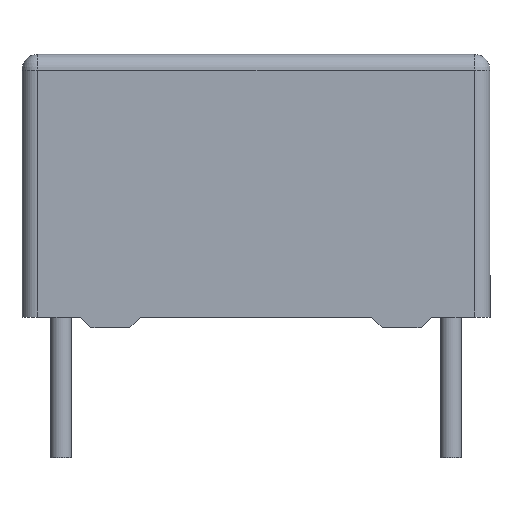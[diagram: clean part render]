
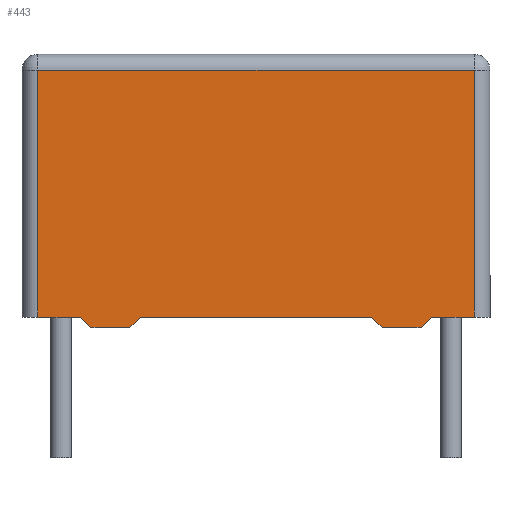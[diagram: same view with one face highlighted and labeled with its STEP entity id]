
A CAD part, top view. The second image highlights one B-rep face of the part: STEP entity #443.
In plain terms, the highlighted planar face has unit normal (0, 0, 1).
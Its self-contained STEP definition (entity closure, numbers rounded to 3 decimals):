
#6 = VERTEX_POINT ( 'NONE', #545 ) ;
#34 = DIRECTION ( 'NONE',  ( -0.707, -0.707, 0. ) ) ;
#52 = CARTESIAN_POINT ( 'NONE',  ( 6.75, -4.85, 2.5 ) ) ;
#73 = LINE ( 'NONE', #122, #804 ) ;
#122 = CARTESIAN_POINT ( 'NONE',  ( -6.35, -5.25, 2.5 ) ) ;
#137 = VERTEX_POINT ( 'NONE', #148 ) ;
#148 = CARTESIAN_POINT ( 'NONE',  ( -8.4, -4.85, 2.5 ) ) ;
#151 = CARTESIAN_POINT ( 'NONE',  ( 9., -5.25, 2.5 ) ) ;
#175 = DIRECTION ( 'NONE',  ( -0.707, -0.707, 0. ) ) ;
#191 = DIRECTION ( 'NONE',  ( 0., -1., 0. ) ) ;
#195 = ORIENTED_EDGE ( 'NONE', *, *, #518, .F. ) ;
#243 = VECTOR ( 'NONE', #671, 1000. ) ;
#258 = CARTESIAN_POINT ( 'NONE',  ( 4.45, -4.85, 2.5 ) ) ;
#282 = EDGE_CURVE ( 'NONE', #1110, #1102, #1329, .T. ) ;
#336 = LINE ( 'NONE', #1751, #1784 ) ;
#356 = VECTOR ( 'NONE', #786, 1000. ) ;
#393 = LINE ( 'NONE', #1214, #1394 ) ;
#403 = LINE ( 'NONE', #1198, #947 ) ;
#443 = ADVANCED_FACE ( 'NONE', ( #679 ), #1523, .T. ) ;
#460 = CARTESIAN_POINT ( 'NONE',  ( 6.75, -4.85, 2.5 ) ) ;
#467 = EDGE_CURVE ( 'NONE', #1630, #1583, #73, .T. ) ;
#518 = EDGE_CURVE ( 'NONE', #1094, #782, #548, .T. ) ;
#529 = VERTEX_POINT ( 'NONE', #1108 ) ;
#544 = CARTESIAN_POINT ( 'NONE',  ( 4.85, -5.25, 2.5 ) ) ;
#545 = CARTESIAN_POINT ( 'NONE',  ( 8.4, 4.65, 2.5 ) ) ;
#548 = LINE ( 'NONE', #258, #1419 ) ;
#569 = ORIENTED_EDGE ( 'NONE', *, *, #282, .F. ) ;
#594 = VERTEX_POINT ( 'NONE', #1276 ) ;
#631 = VECTOR ( 'NONE', #1307, 1000. ) ;
#671 = DIRECTION ( 'NONE',  ( -1., 0., 0. ) ) ;
#679 = FACE_OUTER_BOUND ( 'NONE', #721, .T. ) ;
#683 = CARTESIAN_POINT ( 'NONE',  ( 0., 0., 2.5 ) ) ;
#693 = ORIENTED_EDGE ( 'NONE', *, *, #1577, .T. ) ;
#710 = LINE ( 'NONE', #1065, #1316 ) ;
#717 = VECTOR ( 'NONE', #175, 1000. ) ;
#721 = EDGE_LOOP ( 'NONE', ( #569, #801, #973, #693, #998, #1687, #1593, #759, #195, #1336, #1747, #1559 ) ) ;
#730 = CARTESIAN_POINT ( 'NONE',  ( 4.45, -4.85, 2.5 ) ) ;
#755 = CARTESIAN_POINT ( 'NONE',  ( -6.75, -4.85, 2.5 ) ) ;
#759 = ORIENTED_EDGE ( 'NONE', *, *, #1248, .F. ) ;
#782 = VERTEX_POINT ( 'NONE', #790 ) ;
#786 = DIRECTION ( 'NONE',  ( 0., 1., 0. ) ) ;
#790 = CARTESIAN_POINT ( 'NONE',  ( -4.45, -4.85, 2.5 ) ) ;
#801 = ORIENTED_EDGE ( 'NONE', *, *, #1677, .T. ) ;
#804 = VECTOR ( 'NONE', #990, 1000. ) ;
#814 = LINE ( 'NONE', #1191, #356 ) ;
#863 = DIRECTION ( 'NONE',  ( -1., 0., 0. ) ) ;
#873 = DIRECTION ( 'NONE',  ( -0.707, 0.707, 0. ) ) ;
#903 = EDGE_CURVE ( 'NONE', #1630, #594, #393, .T. ) ;
#947 = VECTOR ( 'NONE', #1803, 1000. ) ;
#954 = DIRECTION ( 'NONE',  ( 0., 0., 1. ) ) ;
#958 = DIRECTION ( 'NONE',  ( -1., 0., 0. ) ) ;
#973 = ORIENTED_EDGE ( 'NONE', *, *, #1773, .T. ) ;
#981 = EDGE_CURVE ( 'NONE', #1583, #137, #1272, .T. ) ;
#990 = DIRECTION ( 'NONE',  ( -0.707, 0.707, 0. ) ) ;
#998 = ORIENTED_EDGE ( 'NONE', *, *, #981, .F. ) ;
#1011 = VECTOR ( 'NONE', #873, 1000. ) ;
#1027 = CARTESIAN_POINT ( 'NONE',  ( 4.45, -4.85, 2.5 ) ) ;
#1058 = EDGE_CURVE ( 'NONE', #1349, #1148, #1064, .T. ) ;
#1064 = LINE ( 'NONE', #151, #631 ) ;
#1065 = CARTESIAN_POINT ( 'NONE',  ( -4.45, -4.85, 2.5 ) ) ;
#1067 = EDGE_CURVE ( 'NONE', #1349, #1094, #1793, .T. ) ;
#1088 = LINE ( 'NONE', #1582, #717 ) ;
#1094 = VERTEX_POINT ( 'NONE', #1027 ) ;
#1102 = VERTEX_POINT ( 'NONE', #460 ) ;
#1108 = CARTESIAN_POINT ( 'NONE',  ( -8.4, 4.65, 2.5 ) ) ;
#1110 = VERTEX_POINT ( 'NONE', #1468 ) ;
#1117 = EDGE_CURVE ( 'NONE', #1102, #1148, #1088, .T. ) ;
#1148 = VERTEX_POINT ( 'NONE', #1731 ) ;
#1167 = CARTESIAN_POINT ( 'NONE',  ( -6.35, -5.25, 2.5 ) ) ;
#1191 = CARTESIAN_POINT ( 'NONE',  ( 8.4, 5.25, 2.5 ) ) ;
#1198 = CARTESIAN_POINT ( 'NONE',  ( -9., 4.65, 2.5 ) ) ;
#1214 = CARTESIAN_POINT ( 'NONE',  ( 9., -5.25, 2.5 ) ) ;
#1228 = DIRECTION ( 'NONE',  ( 1., 0., 0. ) ) ;
#1248 = EDGE_CURVE ( 'NONE', #782, #594, #710, .T. ) ;
#1272 = LINE ( 'NONE', #1558, #1536 ) ;
#1276 = CARTESIAN_POINT ( 'NONE',  ( -4.85, -5.25, 2.5 ) ) ;
#1307 = DIRECTION ( 'NONE',  ( 1., 0., 0. ) ) ;
#1316 = VECTOR ( 'NONE', #34, 1000. ) ;
#1329 = LINE ( 'NONE', #52, #243 ) ;
#1336 = ORIENTED_EDGE ( 'NONE', *, *, #1067, .F. ) ;
#1349 = VERTEX_POINT ( 'NONE', #544 ) ;
#1394 = VECTOR ( 'NONE', #1228, 1000. ) ;
#1419 = VECTOR ( 'NONE', #863, 1000. ) ;
#1468 = CARTESIAN_POINT ( 'NONE',  ( 8.4, -4.85, 2.5 ) ) ;
#1523 = PLANE ( 'NONE',  #1719 ) ;
#1536 = VECTOR ( 'NONE', #958, 1000. ) ;
#1538 = DIRECTION ( 'NONE',  ( 1., 0., 0. ) ) ;
#1558 = CARTESIAN_POINT ( 'NONE',  ( -6.75, -4.85, 2.5 ) ) ;
#1559 = ORIENTED_EDGE ( 'NONE', *, *, #1117, .F. ) ;
#1577 = EDGE_CURVE ( 'NONE', #529, #137, #336, .T. ) ;
#1582 = CARTESIAN_POINT ( 'NONE',  ( 6.35, -5.25, 2.5 ) ) ;
#1583 = VERTEX_POINT ( 'NONE', #755 ) ;
#1593 = ORIENTED_EDGE ( 'NONE', *, *, #903, .T. ) ;
#1630 = VERTEX_POINT ( 'NONE', #1167 ) ;
#1677 = EDGE_CURVE ( 'NONE', #1110, #6, #814, .T. ) ;
#1687 = ORIENTED_EDGE ( 'NONE', *, *, #467, .F. ) ;
#1719 = AXIS2_PLACEMENT_3D ( 'NONE', #683, #954, #1538 ) ;
#1731 = CARTESIAN_POINT ( 'NONE',  ( 6.35, -5.25, 2.5 ) ) ;
#1747 = ORIENTED_EDGE ( 'NONE', *, *, #1058, .T. ) ;
#1751 = CARTESIAN_POINT ( 'NONE',  ( -8.4, -4.85, 2.5 ) ) ;
#1773 = EDGE_CURVE ( 'NONE', #6, #529, #403, .T. ) ;
#1784 = VECTOR ( 'NONE', #191, 1000. ) ;
#1793 = LINE ( 'NONE', #730, #1011 ) ;
#1803 = DIRECTION ( 'NONE',  ( -1., 0., 0. ) ) ;
